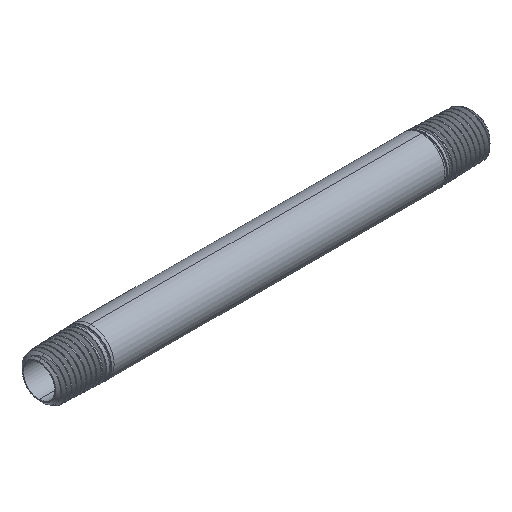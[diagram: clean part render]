
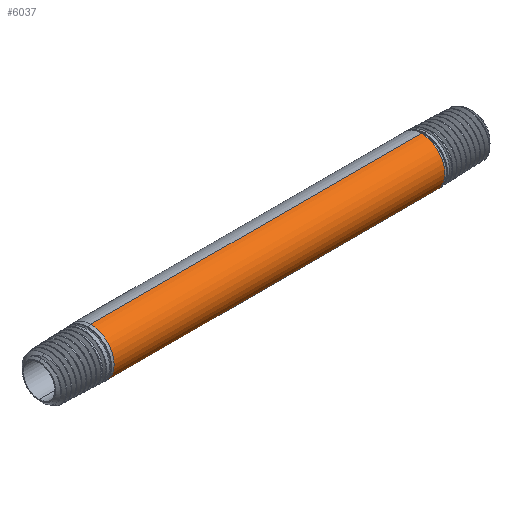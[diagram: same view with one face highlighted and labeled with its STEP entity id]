
A CAD part, isometric view. The second image highlights one B-rep face of the part: STEP entity #6037.
In plain terms, the highlighted cylindrical face has radius 6.858 mm (diameter 13.716 mm), a partial arc.
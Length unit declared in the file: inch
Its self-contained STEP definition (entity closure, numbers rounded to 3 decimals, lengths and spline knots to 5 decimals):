
#315 = EDGE_CURVE ( 'NONE', #4571, #25650, #25951, .T. ) ;
#669 = AXIS2_PLACEMENT_3D ( 'NONE', #24968, #22769, #2709 ) ;
#791 = CARTESIAN_POINT ( 'NONE',  ( 0., 0., 0.27 ) ) ;
#875 = CYLINDRICAL_SURFACE ( 'NONE', #669, 0.27 ) ;
#2709 = DIRECTION ( 'NONE',  ( 0., 0., -1. ) ) ;
#3961 = CARTESIAN_POINT ( 'NONE',  ( -1.9054, 0., -0.27 ) ) ;
#4571 = VERTEX_POINT ( 'NONE', #26035 ) ;
#5039 = VERTEX_POINT ( 'NONE', #3961 ) ;
#5627 = EDGE_LOOP ( 'NONE', ( #14762, #23122, #22712, #6586 ) ) ;
#6037 = ADVANCED_FACE ( 'NONE', ( #16440 ), #875, .T. ) ;
#6586 = ORIENTED_EDGE ( 'NONE', *, *, #315, .T. ) ;
#6697 = DIRECTION ( 'NONE',  ( -1., 0., 0. ) ) ;
#7200 = CIRCLE ( 'NONE', #15789, 0.27 ) ;
#8540 = VECTOR ( 'NONE', #12229, 39.37008 ) ;
#8640 = CARTESIAN_POINT ( 'NONE',  ( 1.9054, 0., 0. ) ) ;
#10584 = EDGE_CURVE ( 'NONE', #19547, #25650, #13558, .T. ) ;
#10829 = CARTESIAN_POINT ( 'NONE',  ( 1.9054, 0., 0.27 ) ) ;
#11155 = EDGE_CURVE ( 'NONE', #19547, #5039, #7200, .T. ) ;
#12229 = DIRECTION ( 'NONE',  ( 1., 0., 0. ) ) ;
#13312 = DIRECTION ( 'NONE',  ( 1., 0., 0. ) ) ;
#13344 = LINE ( 'NONE', #16587, #8540 ) ;
#13558 = LINE ( 'NONE', #791, #15800 ) ;
#13931 = AXIS2_PLACEMENT_3D ( 'NONE', #8640, #6697, #14896 ) ;
#14762 = ORIENTED_EDGE ( 'NONE', *, *, #10584, .F. ) ;
#14896 = DIRECTION ( 'NONE',  ( 0., 0., 1. ) ) ;
#15789 = AXIS2_PLACEMENT_3D ( 'NONE', #17362, #23291, #19483 ) ;
#15800 = VECTOR ( 'NONE', #13312, 39.37008 ) ;
#16440 = FACE_OUTER_BOUND ( 'NONE', #5627, .T. ) ;
#16587 = CARTESIAN_POINT ( 'NONE',  ( 0., 0., -0.27 ) ) ;
#17362 = CARTESIAN_POINT ( 'NONE',  ( -1.9054, 0., 0. ) ) ;
#19483 = DIRECTION ( 'NONE',  ( 0., 0., -1. ) ) ;
#19547 = VERTEX_POINT ( 'NONE', #23443 ) ;
#22712 = ORIENTED_EDGE ( 'NONE', *, *, #26014, .T. ) ;
#22769 = DIRECTION ( 'NONE',  ( 1., 0., 0. ) ) ;
#23122 = ORIENTED_EDGE ( 'NONE', *, *, #11155, .T. ) ;
#23291 = DIRECTION ( 'NONE',  ( 1., 0., 0. ) ) ;
#23443 = CARTESIAN_POINT ( 'NONE',  ( -1.9054, 0., 0.27 ) ) ;
#24968 = CARTESIAN_POINT ( 'NONE',  ( 0., 0., 0. ) ) ;
#25650 = VERTEX_POINT ( 'NONE', #10829 ) ;
#25951 = CIRCLE ( 'NONE', #13931, 0.27 ) ;
#26014 = EDGE_CURVE ( 'NONE', #5039, #4571, #13344, .T. ) ;
#26035 = CARTESIAN_POINT ( 'NONE',  ( 1.9054, 0., -0.27 ) ) ;
